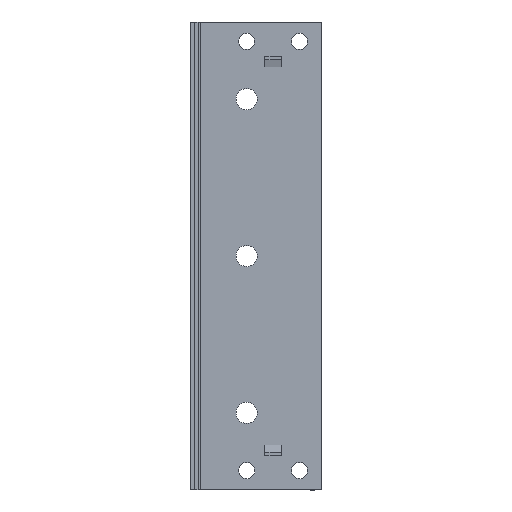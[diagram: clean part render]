
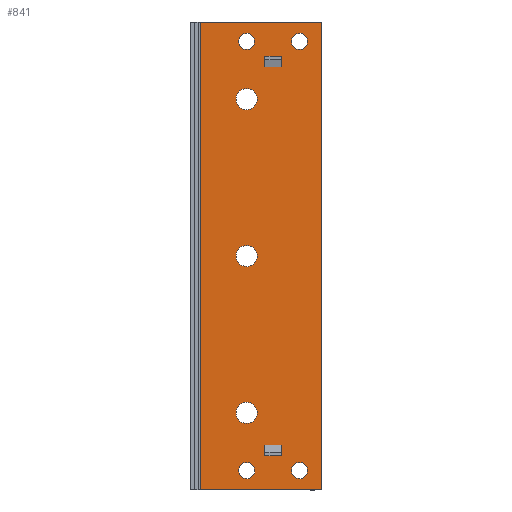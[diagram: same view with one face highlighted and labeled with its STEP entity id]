
A CAD part, top view. The second image highlights one B-rep face of the part: STEP entity #841.
In plain terms, the highlighted planar face has unit normal (0, 0, 1).
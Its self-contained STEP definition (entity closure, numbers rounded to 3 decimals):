
#22=FACE_BOUND($,#154,.T.);
#23=FACE_BOUND($,#155,.T.);
#24=FACE_BOUND($,#156,.T.);
#25=FACE_BOUND($,#157,.T.);
#26=FACE_BOUND($,#158,.T.);
#27=FACE_BOUND($,#159,.T.);
#28=FACE_BOUND($,#160,.T.);
#29=FACE_BOUND($,#161,.T.);
#30=FACE_BOUND($,#162,.T.);
#33=CIRCLE($,#858,2.3);
#34=CIRCLE($,#859,2.3);
#37=CIRCLE($,#863,2.3);
#38=CIRCLE($,#864,2.3);
#41=CIRCLE($,#868,2.3);
#42=CIRCLE($,#869,2.3);
#45=CIRCLE($,#873,2.3);
#46=CIRCLE($,#874,2.3);
#47=CIRCLE($,#876,3.);
#48=CIRCLE($,#877,3.);
#51=CIRCLE($,#881,3.);
#52=CIRCLE($,#882,3.);
#55=CIRCLE($,#886,3.);
#56=CIRCLE($,#887,3.);
#104=FACE_OUTER_BOUND($,#153,.T.);
#153=EDGE_LOOP($,(#740,#741,#742,#743));
#154=EDGE_LOOP($,(#744,#745,#746,#747));
#155=EDGE_LOOP($,(#748,#749,#750,#751));
#156=EDGE_LOOP($,(#752,#753));
#157=EDGE_LOOP($,(#754,#755));
#158=EDGE_LOOP($,(#756,#757));
#159=EDGE_LOOP($,(#758,#759));
#160=EDGE_LOOP($,(#760,#761));
#161=EDGE_LOOP($,(#762,#763));
#162=EDGE_LOOP($,(#764,#765));
#166=LINE($,#1148,#254);
#170=LINE($,#1155,#258);
#174=LINE($,#1163,#262);
#179=LINE($,#1176,#267);
#183=LINE($,#1182,#271);
#185=LINE($,#1186,#273);
#186=LINE($,#1188,#274);
#220=LINE($,#1316,#308);
#229=LINE($,#1334,#317);
#232=LINE($,#1340,#320);
#250=LINE($,#1375,#338);
#251=LINE($,#1377,#339);
#254=VECTOR($,#920,4.7);
#258=VECTOR($,#926,3.);
#262=VECTOR($,#934,4.7);
#267=VECTOR($,#943,4.7);
#271=VECTOR($,#949,3.);
#273=VECTOR($,#953,4.7);
#274=VECTOR($,#956,3.);
#308=VECTOR($,#1082,132.55);
#317=VECTOR($,#1093,34.3);
#320=VECTOR($,#1098,132.55);
#338=VECTOR($,#1134,34.3);
#339=VECTOR($,#1137,3.);
#342=VERTEX_POINT($,#1145);
#343=VERTEX_POINT($,#1147);
#344=VERTEX_POINT($,#1151);
#347=VERTEX_POINT($,#1161);
#352=VERTEX_POINT($,#1174);
#353=VERTEX_POINT($,#1175);
#354=VERTEX_POINT($,#1180);
#355=VERTEX_POINT($,#1184);
#356=VERTEX_POINT($,#1190);
#359=VERTEX_POINT($,#1196);
#360=VERTEX_POINT($,#1200);
#363=VERTEX_POINT($,#1206);
#364=VERTEX_POINT($,#1210);
#367=VERTEX_POINT($,#1216);
#368=VERTEX_POINT($,#1220);
#371=VERTEX_POINT($,#1226);
#372=VERTEX_POINT($,#1230);
#374=VERTEX_POINT($,#1233);
#376=VERTEX_POINT($,#1240);
#378=VERTEX_POINT($,#1243);
#380=VERTEX_POINT($,#1250);
#382=VERTEX_POINT($,#1253);
#402=VERTEX_POINT($,#1313);
#403=VERTEX_POINT($,#1315);
#411=VERTEX_POINT($,#1332);
#413=VERTEX_POINT($,#1339);
#424=EDGE_CURVE($,#343,#342,#166,.T.);
#428=EDGE_CURVE($,#344,#343,#170,.T.);
#432=EDGE_CURVE($,#347,#344,#174,.T.);
#437=EDGE_CURVE($,#352,#353,#179,.T.);
#441=EDGE_CURVE($,#353,#354,#183,.T.);
#443=EDGE_CURVE($,#354,#355,#185,.T.);
#444=EDGE_CURVE($,#355,#352,#186,.T.);
#448=EDGE_CURVE($,#359,#356,#33,.T.);
#449=EDGE_CURVE($,#356,#359,#34,.T.);
#453=EDGE_CURVE($,#363,#360,#37,.T.);
#454=EDGE_CURVE($,#360,#363,#38,.T.);
#458=EDGE_CURVE($,#367,#364,#41,.T.);
#459=EDGE_CURVE($,#364,#367,#42,.T.);
#463=EDGE_CURVE($,#371,#368,#45,.T.);
#464=EDGE_CURVE($,#368,#371,#46,.T.);
#466=EDGE_CURVE($,#374,#372,#47,.T.);
#467=EDGE_CURVE($,#372,#374,#48,.T.);
#471=EDGE_CURVE($,#378,#376,#51,.T.);
#472=EDGE_CURVE($,#376,#378,#52,.T.);
#476=EDGE_CURVE($,#382,#380,#55,.T.);
#477=EDGE_CURVE($,#380,#382,#56,.T.);
#506=EDGE_CURVE($,#402,#403,#220,.T.);
#515=EDGE_CURVE($,#411,#402,#229,.T.);
#518=EDGE_CURVE($,#413,#411,#232,.T.);
#536=EDGE_CURVE($,#403,#413,#250,.T.);
#537=EDGE_CURVE($,#342,#347,#251,.T.);
#740=ORIENTED_EDGE($,*,*,#506,.F.);
#741=ORIENTED_EDGE($,*,*,#515,.F.);
#742=ORIENTED_EDGE($,*,*,#518,.F.);
#743=ORIENTED_EDGE($,*,*,#536,.F.);
#744=ORIENTED_EDGE($,*,*,#437,.T.);
#745=ORIENTED_EDGE($,*,*,#441,.T.);
#746=ORIENTED_EDGE($,*,*,#443,.T.);
#747=ORIENTED_EDGE($,*,*,#444,.T.);
#748=ORIENTED_EDGE($,*,*,#428,.T.);
#749=ORIENTED_EDGE($,*,*,#424,.T.);
#750=ORIENTED_EDGE($,*,*,#537,.T.);
#751=ORIENTED_EDGE($,*,*,#432,.T.);
#752=ORIENTED_EDGE($,*,*,#449,.T.);
#753=ORIENTED_EDGE($,*,*,#448,.T.);
#754=ORIENTED_EDGE($,*,*,#454,.T.);
#755=ORIENTED_EDGE($,*,*,#453,.T.);
#756=ORIENTED_EDGE($,*,*,#459,.T.);
#757=ORIENTED_EDGE($,*,*,#458,.T.);
#758=ORIENTED_EDGE($,*,*,#464,.T.);
#759=ORIENTED_EDGE($,*,*,#463,.T.);
#760=ORIENTED_EDGE($,*,*,#467,.T.);
#761=ORIENTED_EDGE($,*,*,#466,.T.);
#762=ORIENTED_EDGE($,*,*,#472,.T.);
#763=ORIENTED_EDGE($,*,*,#471,.T.);
#764=ORIENTED_EDGE($,*,*,#477,.T.);
#765=ORIENTED_EDGE($,*,*,#476,.T.);
#801=PLANE($,#912);
#841=ADVANCED_FACE($,(#104,#22,#23,#24,#25,#26,#27,#28,#29,#30),#801,.T.);
#858=AXIS2_PLACEMENT_3D($,#1197,#964,#965);
#859=AXIS2_PLACEMENT_3D($,#1198,#966,#967);
#863=AXIS2_PLACEMENT_3D($,#1207,#975,#976);
#864=AXIS2_PLACEMENT_3D($,#1208,#977,#978);
#868=AXIS2_PLACEMENT_3D($,#1217,#986,#987);
#869=AXIS2_PLACEMENT_3D($,#1218,#988,#989);
#873=AXIS2_PLACEMENT_3D($,#1227,#997,#998);
#874=AXIS2_PLACEMENT_3D($,#1228,#999,#1000);
#876=AXIS2_PLACEMENT_3D($,#1234,#1004,#1005);
#877=AXIS2_PLACEMENT_3D($,#1235,#1006,#1007);
#881=AXIS2_PLACEMENT_3D($,#1244,#1015,#1016);
#882=AXIS2_PLACEMENT_3D($,#1245,#1017,#1018);
#886=AXIS2_PLACEMENT_3D($,#1254,#1026,#1027);
#887=AXIS2_PLACEMENT_3D($,#1255,#1028,#1029);
#912=AXIS2_PLACEMENT_3D($,#1376,#1135,#1136);
#920=DIRECTION($,(1.,0.,0.));
#926=DIRECTION($,(0.,1.,0.));
#934=DIRECTION($,(-1.,0.,0.));
#943=DIRECTION($,(-1.,0.,0.));
#949=DIRECTION($,(0.,1.,0.));
#953=DIRECTION($,(1.,0.,0.));
#956=DIRECTION($,(0.,-1.,0.));
#964=DIRECTION('center_axis',(0.,0.,
-1.));
#965=DIRECTION('ref_axis',(-1.,0.,0.));
#966=DIRECTION('center_axis',(0.,0.,
-1.));
#967=DIRECTION('ref_axis',(1.,0.,0.));
#975=DIRECTION('center_axis',(0.,0.,
-1.));
#976=DIRECTION('ref_axis',(-1.,0.,0.));
#977=DIRECTION('center_axis',(0.,0.,-1.));
#978=DIRECTION('ref_axis',(1.,0.,0.));
#986=DIRECTION('center_axis',(0.,0.,
-1.));
#987=DIRECTION('ref_axis',(-1.,0.,0.));
#988=DIRECTION('center_axis',(0.,0.,-1.));
#989=DIRECTION('ref_axis',(1.,0.,0.));
#997=DIRECTION('center_axis',(0.,0.,
-1.));
#998=DIRECTION('ref_axis',(-1.,0.,0.));
#999=DIRECTION('center_axis',(0.,0.,
-1.));
#1000=DIRECTION('ref_axis',(1.,0.,0.));
#1004=DIRECTION('center_axis',(0.,0.,
-1.));
#1005=DIRECTION('ref_axis',(-1.,0.,0.));
#1006=DIRECTION('center_axis',(0.,0.,
-1.));
#1007=DIRECTION('ref_axis',(1.,0.,0.));
#1015=DIRECTION('center_axis',(0.,0.,
-1.));
#1016=DIRECTION('ref_axis',(-1.,0.,0.));
#1017=DIRECTION('center_axis',(0.,0.,
-1.));
#1018=DIRECTION('ref_axis',(1.,0.,0.));
#1026=DIRECTION('center_axis',(0.,0.,
-1.));
#1027=DIRECTION('ref_axis',(-1.,0.,0.));
#1028=DIRECTION('center_axis',(0.,0.,
-1.));
#1029=DIRECTION('ref_axis',(1.,0.,0.));
#1082=DIRECTION($,(0.,-1.,0.));
#1093=DIRECTION($,(1.,0.,0.));
#1098=DIRECTION($,(0.,1.,0.));
#1134=DIRECTION($,(-1.,0.,0.));
#1135=DIRECTION('center_axis',(0.,0.,
1.));
#1136=DIRECTION('ref_axis',(1.,0.,0.));
#1137=DIRECTION($,(0.,-1.,0.));
#1145=CARTESIAN_POINT('',(7.2,-53.575,-0.95));
#1147=CARTESIAN_POINT('',(2.5,-53.575,-0.95));
#1148=CARTESIAN_POINT($,(2.5,-53.575,-0.95));
#1151=CARTESIAN_POINT('',(2.5,-56.575,-0.95));
#1155=CARTESIAN_POINT($,(2.5,-56.575,-0.95));
#1161=CARTESIAN_POINT('',(7.2,-56.575,-0.95));
#1163=CARTESIAN_POINT($,(7.2,-56.575,-0.95));
#1174=CARTESIAN_POINT('',(7.2,53.575,-0.95));
#1175=CARTESIAN_POINT('',(2.5,53.575,-0.95));
#1176=CARTESIAN_POINT($,(7.2,53.575,-0.95));
#1180=CARTESIAN_POINT('',(2.5,56.575,-0.95));
#1182=CARTESIAN_POINT($,(2.5,53.575,-0.95));
#1184=CARTESIAN_POINT('',(7.2,56.575,-0.95));
#1186=CARTESIAN_POINT($,(2.5,56.575,-0.95));
#1188=CARTESIAN_POINT($,(7.2,56.575,-0.95));
#1190=CARTESIAN_POINT('',(-0.35,-60.775,-0.95));
#1196=CARTESIAN_POINT('',(-4.95,-60.775,-0.95));
#1197=CARTESIAN_POINT('Origin',(-2.65,-60.775,-0.95));
#1198=CARTESIAN_POINT('Origin',(-2.65,-60.775,-0.95));
#1200=CARTESIAN_POINT('',(14.65,-60.775,-0.95));
#1206=CARTESIAN_POINT('',(10.05,-60.775,-0.95));
#1207=CARTESIAN_POINT('Origin',(12.35,-60.775,-0.95));
#1208=CARTESIAN_POINT('Origin',(12.35,-60.775,-0.95));
#1210=CARTESIAN_POINT('',(-0.35,60.775,-0.95));
#1216=CARTESIAN_POINT('',(-4.95,60.775,-0.95));
#1217=CARTESIAN_POINT('Origin',(-2.65,60.775,-0.95));
#1218=CARTESIAN_POINT('Origin',(-2.65,60.775,-0.95));
#1220=CARTESIAN_POINT('',(14.65,60.775,-0.95));
#1226=CARTESIAN_POINT('',(10.05,60.775,-0.95));
#1227=CARTESIAN_POINT('Origin',(12.35,60.775,-0.95));
#1228=CARTESIAN_POINT('Origin',(12.35,60.775,-0.95));
#1230=CARTESIAN_POINT('',(0.35,44.45,-0.95));
#1233=CARTESIAN_POINT('',(-5.65,44.45,-0.95));
#1234=CARTESIAN_POINT('Origin',(-2.65,44.45,-0.95));
#1235=CARTESIAN_POINT('Origin',(-2.65,44.45,-0.95));
#1240=CARTESIAN_POINT('',(0.35,0.,-0.95));
#1243=CARTESIAN_POINT('',(-5.65,0.,-0.95));
#1244=CARTESIAN_POINT('Origin',(-2.65,0.,
-0.95));
#1245=CARTESIAN_POINT('Origin',(-2.65,0.,
-0.95));
#1250=CARTESIAN_POINT('',(0.35,-44.45,-0.95));
#1253=CARTESIAN_POINT('',(-5.65,-44.45,-0.95));
#1254=CARTESIAN_POINT('Origin',(-2.65,-44.45,-0.95));
#1255=CARTESIAN_POINT('Origin',(-2.65,-44.45,-0.95));
#1313=CARTESIAN_POINT('',(18.65,66.275,-0.95));
#1315=CARTESIAN_POINT('',(18.65,-66.275,-0.95));
#1316=CARTESIAN_POINT($,(18.65,66.275,-0.95));
#1332=CARTESIAN_POINT('',(-15.65,66.275,-0.95));
#1334=CARTESIAN_POINT($,(-15.65,66.275,-0.95));
#1339=CARTESIAN_POINT('',(-15.65,-66.275,-0.95));
#1340=CARTESIAN_POINT($,(-15.65,-66.275,-0.95));
#1375=CARTESIAN_POINT($,(18.65,-66.275,-0.95));
#1376=CARTESIAN_POINT('Origin',(1.5,0.,-0.95));
#1377=CARTESIAN_POINT($,(7.2,-53.575,-0.95));
